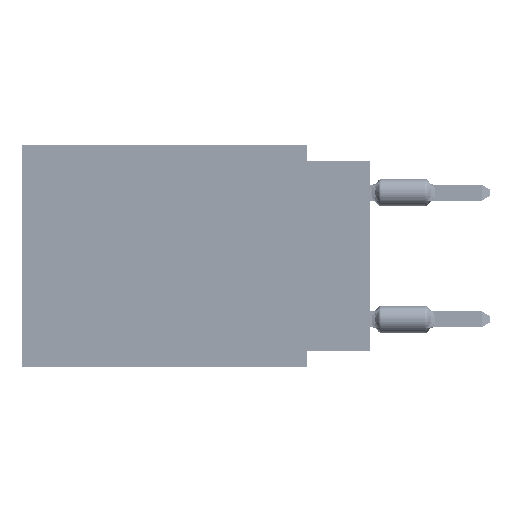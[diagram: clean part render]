
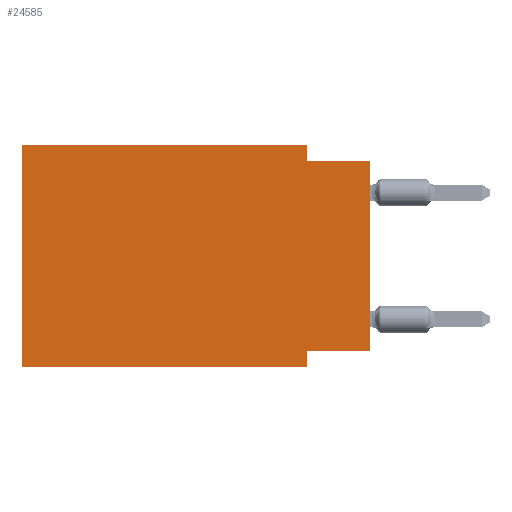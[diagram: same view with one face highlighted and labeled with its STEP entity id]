
A CAD part, left-side view. The second image highlights one B-rep face of the part: STEP entity #24585.
In plain terms, the highlighted planar face has unit normal (-1, 0, 0).
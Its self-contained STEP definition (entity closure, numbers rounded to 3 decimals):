
#194 = LINE ( 'NONE', #60332, #50210 ) ;
#3146 = LINE ( 'NONE', #25705, #66234 ) ;
#5152 = CARTESIAN_POINT ( 'NONE',  ( 0., 0., 0. ) ) ;
#5257 = VECTOR ( 'NONE', #31055, 1000. ) ;
#5762 = CARTESIAN_POINT ( 'NONE',  ( 0., 0., -0.635 ) ) ;
#5849 = ORIENTED_EDGE ( 'NONE', *, *, #15472, .F. ) ;
#7057 = ORIENTED_EDGE ( 'NONE', *, *, #37952, .F. ) ;
#7529 = ORIENTED_EDGE ( 'NONE', *, *, #47162, .F. ) ;
#7972 = VERTEX_POINT ( 'NONE', #65229 ) ;
#9092 = FACE_OUTER_BOUND ( 'NONE', #54118, .T. ) ;
#9622 = LINE ( 'NONE', #15364, #40130 ) ;
#10854 = VECTOR ( 'NONE', #70628, 1000. ) ;
#11922 = LINE ( 'NONE', #33743, #29133 ) ;
#11941 = EDGE_CURVE ( 'NONE', #62364, #7972, #42142, .T. ) ;
#14076 = CARTESIAN_POINT ( 'NONE',  ( 0., 2.54, -8.89 ) ) ;
#15364 = CARTESIAN_POINT ( 'NONE',  ( 0., 0., -0.635 ) ) ;
#15472 = EDGE_CURVE ( 'NONE', #25380, #7972, #68821, .T. ) ;
#18167 = DIRECTION ( 'NONE',  ( 0., 0., -1. ) ) ;
#22067 = DIRECTION ( 'NONE',  ( 0., 1., 0. ) ) ;
#22712 = EDGE_CURVE ( 'NONE', #48391, #62073, #34263, .T. ) ;
#23344 = VERTEX_POINT ( 'NONE', #5762 ) ;
#23611 = ORIENTED_EDGE ( 'NONE', *, *, #46972, .T. ) ;
#24585 = ADVANCED_FACE ( 'NONE', ( #9092 ), #53460, .F. ) ;
#25022 = DIRECTION ( 'NONE',  ( 0., -1., 0. ) ) ;
#25380 = VERTEX_POINT ( 'NONE', #69316 ) ;
#25545 = EDGE_CURVE ( 'NONE', #59744, #25380, #194, .T. ) ;
#25705 = CARTESIAN_POINT ( 'NONE',  ( 0., 13.97, 0. ) ) ;
#27310 = CARTESIAN_POINT ( 'NONE',  ( 0., 13.97, -8.89 ) ) ;
#27371 = ORIENTED_EDGE ( 'NONE', *, *, #22712, .F. ) ;
#29105 = ORIENTED_EDGE ( 'NONE', *, *, #11941, .T. ) ;
#29133 = VECTOR ( 'NONE', #68430, 1000. ) ;
#31055 = DIRECTION ( 'NONE',  ( 0., -1., 0. ) ) ;
#32840 = VECTOR ( 'NONE', #18167, 1000. ) ;
#33743 = CARTESIAN_POINT ( 'NONE',  ( 0., 13.97, 0. ) ) ;
#34263 = LINE ( 'NONE', #67188, #32840 ) ;
#34532 = CARTESIAN_POINT ( 'NONE',  ( 0., 2.54, -0.635 ) ) ;
#35202 = CARTESIAN_POINT ( 'NONE',  ( 0., 13.97, 0. ) ) ;
#37952 = EDGE_CURVE ( 'NONE', #48726, #48391, #3146, .T. ) ;
#40130 = VECTOR ( 'NONE', #25022, 1000. ) ;
#41616 = DIRECTION ( 'NONE',  ( 0., 0., -1. ) ) ;
#41685 = EDGE_CURVE ( 'NONE', #62073, #23344, #9622, .T. ) ;
#42142 = LINE ( 'NONE', #52525, #5257 ) ;
#46972 = EDGE_CURVE ( 'NONE', #59744, #23344, #59544, .T. ) ;
#47162 = EDGE_CURVE ( 'NONE', #62364, #48726, #11922, .T. ) ;
#47449 = CARTESIAN_POINT ( 'NONE',  ( 0., 2.54, 0. ) ) ;
#47512 = DIRECTION ( 'NONE',  ( 0., -1., 0. ) ) ;
#48391 = VERTEX_POINT ( 'NONE', #47449 ) ;
#48726 = VERTEX_POINT ( 'NONE', #35202 ) ;
#50210 = VECTOR ( 'NONE', #22067, 1000. ) ;
#52525 = CARTESIAN_POINT ( 'NONE',  ( 0., 13.97, -8.89 ) ) ;
#53124 = DIRECTION ( 'NONE',  ( 0., 0., -1. ) ) ;
#53460 = PLANE ( 'NONE',  #66582 ) ;
#54118 = EDGE_LOOP ( 'NONE', ( #23611, #54350, #27371, #7057, #7529, #29105, #5849, #61224 ) ) ;
#54350 = ORIENTED_EDGE ( 'NONE', *, *, #41685, .F. ) ;
#54899 = VECTOR ( 'NONE', #41616, 1000. ) ;
#55613 = CARTESIAN_POINT ( 'NONE',  ( 0., 0., -8.255 ) ) ;
#59544 = LINE ( 'NONE', #5152, #10854 ) ;
#59744 = VERTEX_POINT ( 'NONE', #55613 ) ;
#60332 = CARTESIAN_POINT ( 'NONE',  ( 0., 0., -8.255 ) ) ;
#61224 = ORIENTED_EDGE ( 'NONE', *, *, #25545, .F. ) ;
#62073 = VERTEX_POINT ( 'NONE', #34532 ) ;
#62364 = VERTEX_POINT ( 'NONE', #27310 ) ;
#62792 = DIRECTION ( 'NONE',  ( 1., 0., 0. ) ) ;
#63512 = CARTESIAN_POINT ( 'NONE',  ( 0., 13.97, 0. ) ) ;
#65229 = CARTESIAN_POINT ( 'NONE',  ( 0., 2.54, -8.89 ) ) ;
#66234 = VECTOR ( 'NONE', #47512, 1000. ) ;
#66582 = AXIS2_PLACEMENT_3D ( 'NONE', #63512, #62792, #53124 ) ;
#67188 = CARTESIAN_POINT ( 'NONE',  ( 0., 2.54, 0. ) ) ;
#68430 = DIRECTION ( 'NONE',  ( 0., 0., 1. ) ) ;
#68821 = LINE ( 'NONE', #14076, #54899 ) ;
#69316 = CARTESIAN_POINT ( 'NONE',  ( 0., 2.54, -8.255 ) ) ;
#70628 = DIRECTION ( 'NONE',  ( 0., 0., 1. ) ) ;
